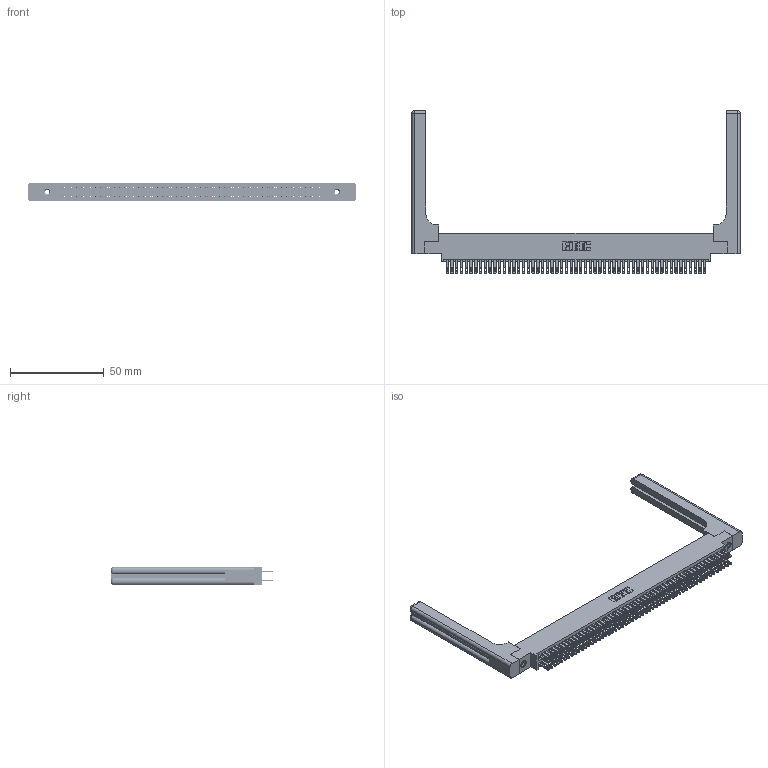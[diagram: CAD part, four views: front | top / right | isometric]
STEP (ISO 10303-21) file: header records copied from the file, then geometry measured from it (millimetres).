
FILE_DESCRIPTION (( 'STEP AP203' ), '1' );
FILE_NAME ('345-110-500-858.STEP', '2019-11-04T15:35:30', ( '' ), ( '' ), 'SwSTEP 2.0', 'SolidWorks 2016', '' );
FILE_SCHEMA (( 'CONFIG_CONTROL_DESIGN' ));
Length unit declared in the file: inch
Products named in the file (5): 345-292-001_345-293-100; 345 Part_0.170 Offset - 0.156 Dia-TH; 345-110-500-858; 345-250-001_345-250-001-102; 345-220-058_345-220-058
Assembly tree (115 placements, depth 2):
  345-110-500-858
    345 Part_0.170 Offset - 0.156 Dia-TH
    345-292-001_345-293-100  x110
    345-250-001_345-250-001-102  x2
    345-220-058_345-220-058  x2
Bounding box: 174.73 x 86.79 x 9.4 mm (x, y, z)
Volume: 25791.7 mm3; surface area: 32172.8 mm2
Topology: 115 solids, 115 shells, 5446 faces, 16529 edges, 10998 vertices
Faces by surface type: plane 3202, cylinder 2184, bspline 36, cone 12, sphere 8, torus 4
Entity records: 46648 total; most frequent: CARTESIAN_POINT 8801, ORIENTED_EDGE 7532, DIRECTION 6678, EDGE_CURVE 3766, LINE 3318, VECTOR 3318, VERTEX_POINT 2502, AXIS2_PLACEMENT_3D 1680
